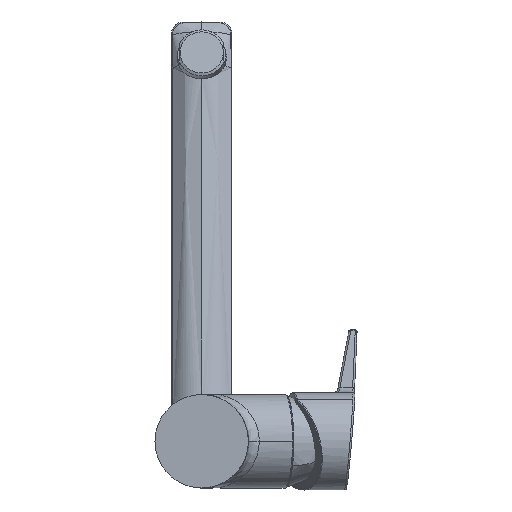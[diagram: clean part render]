
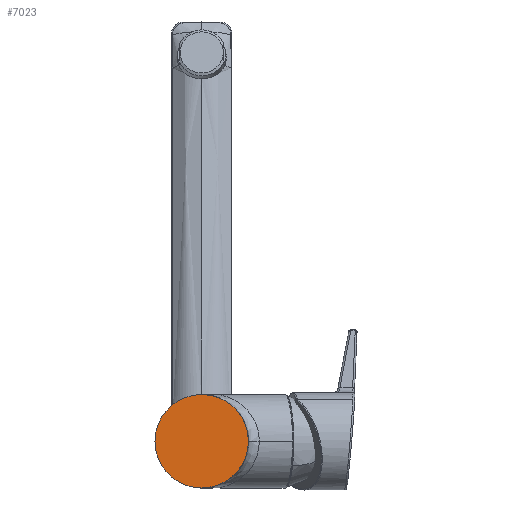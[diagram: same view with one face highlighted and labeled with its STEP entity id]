
A CAD part, front view. The second image highlights one B-rep face of the part: STEP entity #7023.
In plain terms, the highlighted planar face has unit normal (0, -1, 0).
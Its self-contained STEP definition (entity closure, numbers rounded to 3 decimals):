
#661 = DIRECTION ( 'NONE',  ( 0., 1., 0. ) ) ;
#873 = CIRCLE ( 'NONE', #3966, 23.25 ) ;
#1884 = VERTEX_POINT ( 'NONE', #10022 ) ;
#2026 = AXIS2_PLACEMENT_3D ( 'NONE', #9391, #2953, #10427 ) ;
#2135 = CARTESIAN_POINT ( 'NONE',  ( -23.25, 0., 0. ) ) ;
#2572 = CIRCLE ( 'NONE', #2026, 23.25 ) ;
#2574 = ORIENTED_EDGE ( 'NONE', *, *, #13619, .T. ) ;
#2647 = ORIENTED_EDGE ( 'NONE', *, *, #10166, .T. ) ;
#2913 = AXIS2_PLACEMENT_3D ( 'NONE', #13484, #661, #8245 ) ;
#2953 = DIRECTION ( 'NONE',  ( 0., -1., 0. ) ) ;
#3669 = VERTEX_POINT ( 'NONE', #2135 ) ;
#3966 = AXIS2_PLACEMENT_3D ( 'NONE', #12151, #5823, #13212 ) ;
#5739 = FACE_OUTER_BOUND ( 'NONE', #9825, .T. ) ;
#5823 = DIRECTION ( 'NONE',  ( 0., -1., 0. ) ) ;
#7023 = ADVANCED_FACE ( 'NONE', ( #5739 ), #11362, .F. ) ;
#8245 = DIRECTION ( 'NONE',  ( 1., 0., 0. ) ) ;
#9391 = CARTESIAN_POINT ( 'NONE',  ( 0., 0., 0. ) ) ;
#9825 = EDGE_LOOP ( 'NONE', ( #2574, #2647 ) ) ;
#10022 = CARTESIAN_POINT ( 'NONE',  ( 23.25, 0., 0. ) ) ;
#10166 = EDGE_CURVE ( 'NONE', #3669, #1884, #2572, .T. ) ;
#10427 = DIRECTION ( 'NONE',  ( 1., 0., 0. ) ) ;
#11362 = PLANE ( 'NONE',  #2913 ) ;
#12151 = CARTESIAN_POINT ( 'NONE',  ( 0., 0., 0. ) ) ;
#13212 = DIRECTION ( 'NONE',  ( 1., 0., 0. ) ) ;
#13484 = CARTESIAN_POINT ( 'NONE',  ( 0., 0., -7.385 ) ) ;
#13619 = EDGE_CURVE ( 'NONE', #1884, #3669, #873, .T. ) ;
